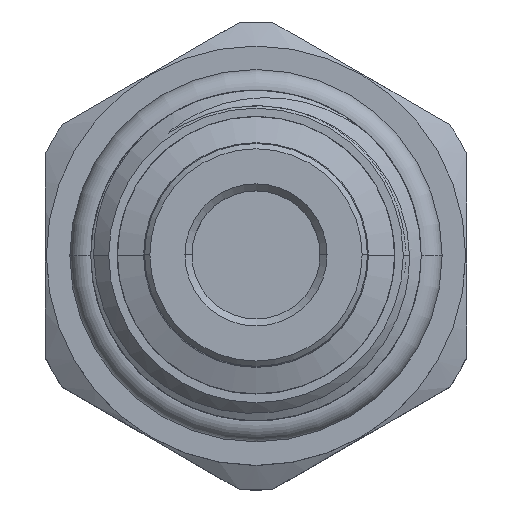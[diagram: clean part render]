
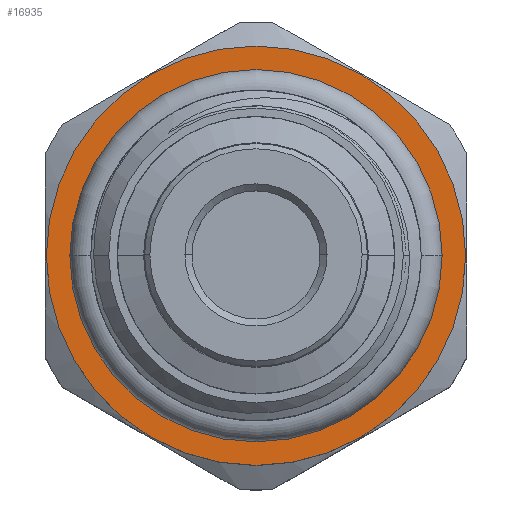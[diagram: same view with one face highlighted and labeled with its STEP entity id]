
A CAD part, top view. The second image highlights one B-rep face of the part: STEP entity #16935.
In plain terms, the highlighted planar face has unit normal (0, 0, 1).
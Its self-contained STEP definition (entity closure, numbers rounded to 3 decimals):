
#1023 = VERTEX_POINT ( 'NONE', #3014 ) ;
#1025 = VERTEX_POINT ( 'NONE', #3016 ) ;
#1110 = VERTEX_POINT ( 'NONE', #3101 ) ;
#1199 = VERTEX_POINT ( 'NONE', #3190 ) ;
#2016 = FACE_BOUND ( 'NONE', #19616, .T. ) ;
#2024 = FACE_OUTER_BOUND ( 'NONE', #19705, .T. ) ;
#3014 = CARTESIAN_POINT ( 'NONE',  ( -8.895, -6.929, 5.408 ) ) ;
#3016 = CARTESIAN_POINT ( 'NONE',  ( 8.895, -6.929, 5.408 ) ) ;
#3101 = CARTESIAN_POINT ( 'NONE',  ( 11.95, -6.929, 5.408 ) ) ;
#3190 = CARTESIAN_POINT ( 'NONE',  ( -11.95, -6.929, 5.408 ) ) ;
#4315 = ORIENTED_EDGE ( 'NONE', *, *, #18672, .T. ) ;
#4316 = ORIENTED_EDGE ( 'NONE', *, *, #18755, .T. ) ;
#4317 = ORIENTED_EDGE ( 'NONE', *, *, #18605, .T. ) ;
#4318 = ORIENTED_EDGE ( 'NONE', *, *, #18806, .T. ) ;
#5445 = CARTESIAN_POINT ( 'NONE',  ( 0., -18.879, 5.408 ) ) ;
#5448 = PLANE ( 'NONE',  #19388 ) ;
#5450 = DIRECTION ( 'NONE',  ( 0., 0., 1. ) ) ;
#5451 = DIRECTION ( 'NONE',  ( -1., 0., 0. ) ) ;
#12595 = AXIS2_PLACEMENT_3D ( 'NONE', #22709, #22710, #22711 ) ;
#12609 = AXIS2_PLACEMENT_3D ( 'NONE', #22844, #22845, #22846 ) ;
#12632 = AXIS2_PLACEMENT_3D ( 'NONE', #23242, #23243, #23244 ) ;
#12645 = AXIS2_PLACEMENT_3D ( 'NONE', #23525, #23526, #23527 ) ;
#16935 = ADVANCED_FACE ( 'NONE', ( #2016, #2024 ), #5448, .T. ) ;
#18605 = EDGE_CURVE ( 'NONE', #1199, #1110, #21996, .T. ) ;
#18672 = EDGE_CURVE ( 'NONE', #1023, #1025, #22026, .T. ) ;
#18755 = EDGE_CURVE ( 'NONE', #1025, #1023, #22089, .T. ) ;
#18806 = EDGE_CURVE ( 'NONE', #1110, #1199, #22104, .T. ) ;
#19388 = AXIS2_PLACEMENT_3D ( 'NONE', #5445, #5450, #5451 ) ;
#19616 = EDGE_LOOP ( 'NONE', ( #4315, #4316 ) ) ;
#19705 = EDGE_LOOP ( 'NONE', ( #4317, #4318 ) ) ;
#21996 = CIRCLE ( 'NONE', #12595, 11.95 ) ;
#22026 = CIRCLE ( 'NONE', #12609, 8.895 ) ;
#22089 = CIRCLE ( 'NONE', #12632, 8.895 ) ;
#22104 = CIRCLE ( 'NONE', #12645, 11.95 ) ;
#22709 = CARTESIAN_POINT ( 'NONE',  ( 0., -6.929, 5.408 ) ) ;
#22710 = DIRECTION ( 'NONE',  ( 0., 0., 1. ) ) ;
#22711 = DIRECTION ( 'NONE',  ( -1., 0., 0. ) ) ;
#22844 = CARTESIAN_POINT ( 'NONE',  ( 0., -6.929, 5.408 ) ) ;
#22845 = DIRECTION ( 'NONE',  ( 0., 0., -1. ) ) ;
#22846 = DIRECTION ( 'NONE',  ( -1., 0., 0. ) ) ;
#23242 = CARTESIAN_POINT ( 'NONE',  ( 0., -6.929, 5.408 ) ) ;
#23243 = DIRECTION ( 'NONE',  ( 0., 0., -1. ) ) ;
#23244 = DIRECTION ( 'NONE',  ( -1., 0., 0. ) ) ;
#23525 = CARTESIAN_POINT ( 'NONE',  ( 0., -6.929, 5.408 ) ) ;
#23526 = DIRECTION ( 'NONE',  ( 0., 0., 1. ) ) ;
#23527 = DIRECTION ( 'NONE',  ( -1., 0., 0. ) ) ;
